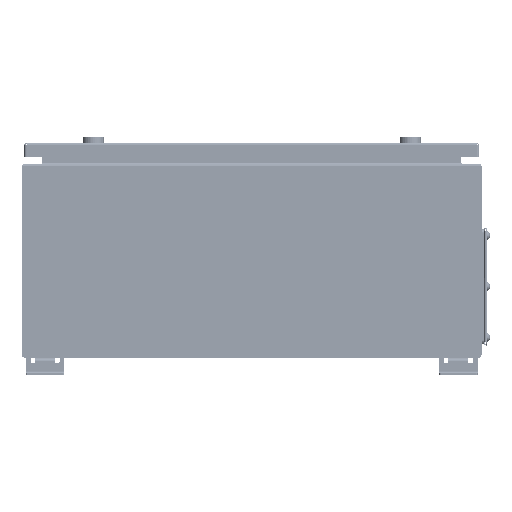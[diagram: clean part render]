
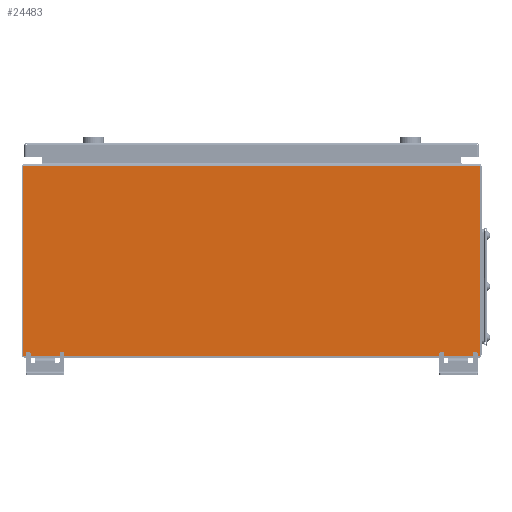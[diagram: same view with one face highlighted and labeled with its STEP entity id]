
A CAD part, left-side view. The second image highlights one B-rep face of the part: STEP entity #24483.
In plain terms, the highlighted planar face has unit normal (-1, 0, 0).
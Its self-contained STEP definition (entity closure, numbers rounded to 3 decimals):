
#132 = VERTEX_POINT ( 'NONE', #64589 ) ;
#1351 = CARTESIAN_POINT ( 'NONE',  ( -1.5, -300., 123.5 ) ) ;
#2111 = LINE ( 'NONE', #1351, #64397 ) ;
#2863 = ORIENTED_EDGE ( 'NONE', *, *, #70827, .T. ) ;
#3951 = LINE ( 'NONE', #67203, #42334 ) ;
#4399 = DIRECTION ( 'NONE',  ( -1., 0., 0. ) ) ;
#5191 = ORIENTED_EDGE ( 'NONE', *, *, #39851, .T. ) ;
#6286 = ORIENTED_EDGE ( 'NONE', *, *, #45473, .T. ) ;
#6740 = VERTEX_POINT ( 'NONE', #21421 ) ;
#7809 = VECTOR ( 'NONE', #53836, 1000. ) ;
#7913 = CARTESIAN_POINT ( 'NONE',  ( -1.5, 297., -123.5 ) ) ;
#12625 = DIRECTION ( 'NONE',  ( 0., 1., 0. ) ) ;
#13015 = AXIS2_PLACEMENT_3D ( 'NONE', #7913, #30821, #65878 ) ;
#14241 = CARTESIAN_POINT ( 'NONE',  ( -1.5, -300., -123.5 ) ) ;
#15177 = VERTEX_POINT ( 'NONE', #72779 ) ;
#15820 = VERTEX_POINT ( 'NONE', #14241 ) ;
#16040 = FACE_OUTER_BOUND ( 'NONE', #71488, .T. ) ;
#16094 = CARTESIAN_POINT ( 'NONE',  ( -1.5, -297., -126.5 ) ) ;
#20827 = CARTESIAN_POINT ( 'NONE',  ( -1.5, -300., 126.5 ) ) ;
#21421 = CARTESIAN_POINT ( 'NONE',  ( -1.5, 300., 123.5 ) ) ;
#22474 = DIRECTION ( 'NONE',  ( -1., 0., 0. ) ) ;
#24483 = ADVANCED_FACE ( 'NONE', ( #16040 ), #61619, .T. ) ;
#24823 = EDGE_CURVE ( 'NONE', #132, #6740, #49622, .T. ) ;
#27283 = DIRECTION ( 'NONE',  ( 0., 0., 1. ) ) ;
#29705 = ORIENTED_EDGE ( 'NONE', *, *, #24823, .F. ) ;
#30213 = VERTEX_POINT ( 'NONE', #51838 ) ;
#30821 = DIRECTION ( 'NONE',  ( -1., 0., 0. ) ) ;
#30965 = CIRCLE ( 'NONE', #13015, 3. ) ;
#31294 = ORIENTED_EDGE ( 'NONE', *, *, #34228, .F. ) ;
#31496 = VECTOR ( 'NONE', #36641, 1000. ) ;
#33735 = CARTESIAN_POINT ( 'NONE',  ( -1.5, -297., -123.5 ) ) ;
#34228 = EDGE_CURVE ( 'NONE', #30213, #15820, #38118, .T. ) ;
#36641 = DIRECTION ( 'NONE',  ( 0., 0., -1. ) ) ;
#38118 = LINE ( 'NONE', #20827, #31496 ) ;
#38501 = DIRECTION ( 'NONE',  ( 0., 1., 0. ) ) ;
#38839 = VERTEX_POINT ( 'NONE', #16094 ) ;
#39851 = EDGE_CURVE ( 'NONE', #38839, #15820, #40987, .T. ) ;
#40987 = CIRCLE ( 'NONE', #45772, 3. ) ;
#42334 = VECTOR ( 'NONE', #38501, 1000. ) ;
#42552 = AXIS2_PLACEMENT_3D ( 'NONE', #55937, #4399, #27283 ) ;
#45473 = EDGE_CURVE ( 'NONE', #30213, #6740, #2111, .T. ) ;
#45772 = AXIS2_PLACEMENT_3D ( 'NONE', #33735, #22474, #46535 ) ;
#46535 = DIRECTION ( 'NONE',  ( 0., 0., 1. ) ) ;
#49622 = LINE ( 'NONE', #55306, #7809 ) ;
#50663 = ORIENTED_EDGE ( 'NONE', *, *, #63155, .F. ) ;
#51838 = CARTESIAN_POINT ( 'NONE',  ( -1.5, -300., 123.5 ) ) ;
#53836 = DIRECTION ( 'NONE',  ( 0., 0., 1. ) ) ;
#55306 = CARTESIAN_POINT ( 'NONE',  ( -1.5, 300., 126.5 ) ) ;
#55937 = CARTESIAN_POINT ( 'NONE',  ( -1.5, 0., 0. ) ) ;
#61619 = PLANE ( 'NONE',  #42552 ) ;
#63155 = EDGE_CURVE ( 'NONE', #38839, #15177, #3951, .T. ) ;
#64397 = VECTOR ( 'NONE', #12625, 1000. ) ;
#64589 = CARTESIAN_POINT ( 'NONE',  ( -1.5, 300., -123.5 ) ) ;
#65878 = DIRECTION ( 'NONE',  ( 0., 0., 1. ) ) ;
#67203 = CARTESIAN_POINT ( 'NONE',  ( -1.5, -300., -126.5 ) ) ;
#70827 = EDGE_CURVE ( 'NONE', #132, #15177, #30965, .T. ) ;
#71488 = EDGE_LOOP ( 'NONE', ( #50663, #5191, #31294, #6286, #29705, #2863 ) ) ;
#72779 = CARTESIAN_POINT ( 'NONE',  ( -1.5, 297., -126.5 ) ) ;
